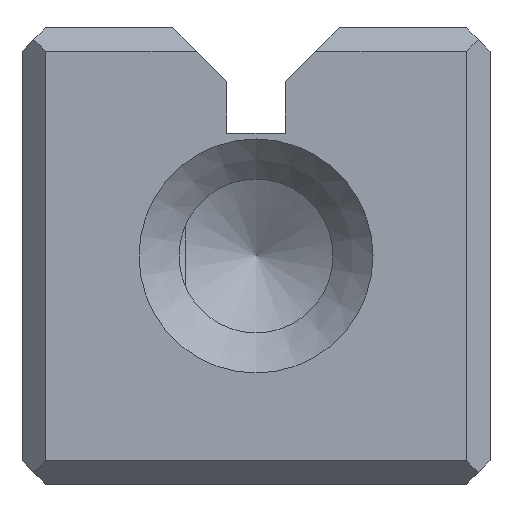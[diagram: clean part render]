
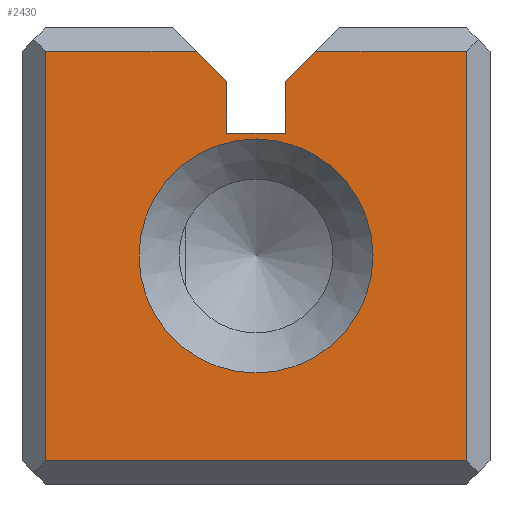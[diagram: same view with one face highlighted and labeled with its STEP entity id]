
A CAD part, front view. The second image highlights one B-rep face of the part: STEP entity #2430.
In plain terms, the highlighted planar face has unit normal (0, -1, 0).
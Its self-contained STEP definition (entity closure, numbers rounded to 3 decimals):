
#2430=ADVANCED_FACE('',(#3241,#3242),#2771,.T.);
#2771=PLANE('',#8263);
#3003=CIRCLE('',#8262,1.);
#3241=FACE_BOUND('',#3351,.T.);
#3242=FACE_BOUND('',#3352,.T.);
#3351=EDGE_LOOP('',(#3971,#3972,#3973,#3974,#3975,#3976,#3977,#3978,#3979,
#3980));
#3352=EDGE_LOOP('',(#3981));
#3971=ORIENTED_EDGE('',*,*,#6306,.T.);
#3972=ORIENTED_EDGE('',*,*,#6307,.F.);
#3973=ORIENTED_EDGE('',*,*,#6308,.F.);
#3974=ORIENTED_EDGE('',*,*,#6309,.F.);
#3975=ORIENTED_EDGE('',*,*,#6310,.T.);
#3976=ORIENTED_EDGE('',*,*,#6311,.T.);
#3977=ORIENTED_EDGE('',*,*,#6312,.T.);
#3978=ORIENTED_EDGE('',*,*,#6313,.T.);
#3979=ORIENTED_EDGE('',*,*,#6314,.T.);
#3980=ORIENTED_EDGE('',*,*,#6315,.F.);
#3981=ORIENTED_EDGE('',*,*,#6316,.T.);
#5713=VERTEX_POINT('',#10491);
#5714=VERTEX_POINT('',#10492);
#5715=VERTEX_POINT('',#10494);
#5716=VERTEX_POINT('',#10496);
#5717=VERTEX_POINT('',#10498);
#5718=VERTEX_POINT('',#10500);
#5719=VERTEX_POINT('',#10502);
#5720=VERTEX_POINT('',#10504);
#5721=VERTEX_POINT('',#10506);
#5722=VERTEX_POINT('',#10508);
#5723=VERTEX_POINT('',#10511);
#6306=EDGE_CURVE('',#5713,#5714,#7096,.T.);
#6307=EDGE_CURVE('',#5715,#5714,#7097,.T.);
#6308=EDGE_CURVE('',#5716,#5715,#7098,.T.);
#6309=EDGE_CURVE('',#5717,#5716,#7099,.T.);
#6310=EDGE_CURVE('',#5717,#5718,#7100,.T.);
#6311=EDGE_CURVE('',#5718,#5719,#7101,.T.);
#6312=EDGE_CURVE('',#5719,#5720,#7102,.T.);
#6313=EDGE_CURVE('',#5720,#5721,#7103,.T.);
#6314=EDGE_CURVE('',#5721,#5722,#7104,.T.);
#6315=EDGE_CURVE('',#5713,#5722,#7105,.T.);
#6316=EDGE_CURVE('',#5723,#5723,#3003,.T.);
#7096=LINE('',#10490,#7756);
#7097=LINE('',#10493,#7757);
#7098=LINE('',#10495,#7758);
#7099=LINE('',#10497,#7759);
#7100=LINE('',#10499,#7760);
#7101=LINE('',#10501,#7761);
#7102=LINE('',#10503,#7762);
#7103=LINE('',#10505,#7763);
#7104=LINE('',#10507,#7764);
#7105=LINE('',#10509,#7765);
#7756=VECTOR('',#8717,1.);
#7757=VECTOR('',#8718,1.);
#7758=VECTOR('',#8719,1.);
#7759=VECTOR('',#8720,1.);
#7760=VECTOR('',#8721,1.);
#7761=VECTOR('',#8722,1.);
#7762=VECTOR('',#8723,1.);
#7763=VECTOR('',#8724,1.);
#7764=VECTOR('',#8725,1.);
#7765=VECTOR('',#8726,1.);
#8262=AXIS2_PLACEMENT_3D('',#10510,#8727,#8728);
#8263=AXIS2_PLACEMENT_3D('',#10512,#8729,#8730);
#8717=DIRECTION('',(0.,0.,-1.));
#8718=DIRECTION('',(1.,0.,0.));
#8719=DIRECTION('',(0.,0.,-1.));
#8720=DIRECTION('',(0.707,0.,-0.707));
#8721=DIRECTION('',(-1.,0.,0.));
#8722=DIRECTION('',(0.,0.,-1.));
#8723=DIRECTION('',(1.,0.,0.));
#8724=DIRECTION('',(0.,0.,1.));
#8725=DIRECTION('',(-1.,0.,0.));
#8726=DIRECTION('',(0.707,0.,0.707));
#8727=DIRECTION('',(0.,1.,0.));
#8728=DIRECTION('',(0.,0.,1.));
#8729=DIRECTION('',(0.,-1.,0.));
#8730=DIRECTION('',(0.,0.,1.));
#10490=CARTESIAN_POINT('',(2.25,0.,3.));
#10491=CARTESIAN_POINT('',(2.25,0.,3.439));
#10492=CARTESIAN_POINT('',(2.25,0.,3.));
#10493=CARTESIAN_POINT('',(1.75,0.,3.));
#10494=CARTESIAN_POINT('',(1.75,0.,3.));
#10495=CARTESIAN_POINT('',(1.75,0.,3.));
#10496=CARTESIAN_POINT('',(1.75,0.,3.439));
#10497=CARTESIAN_POINT('',(1.289,0.,3.9));
#10498=CARTESIAN_POINT('',(1.489,0.,3.7));
#10499=CARTESIAN_POINT('',(2.,0.,3.7));
#10500=CARTESIAN_POINT('',(0.2,0.,3.7));
#10501=CARTESIAN_POINT('',(0.2,0.,0.));
#10502=CARTESIAN_POINT('',(0.2,0.,0.2));
#10503=CARTESIAN_POINT('',(2.,0.,0.2));
#10504=CARTESIAN_POINT('',(3.8,0.,0.2));
#10505=CARTESIAN_POINT('',(3.8,0.,0.));
#10506=CARTESIAN_POINT('',(3.8,0.,3.7));
#10507=CARTESIAN_POINT('',(2.,0.,3.7));
#10508=CARTESIAN_POINT('',(2.511,0.,3.7));
#10509=CARTESIAN_POINT('',(2.,0.,3.189));
#10510=CARTESIAN_POINT('',(2.,0.,1.95));
#10511=CARTESIAN_POINT('',(2.,0.,2.95));
#10512=CARTESIAN_POINT('',(2.,0.,0.));
